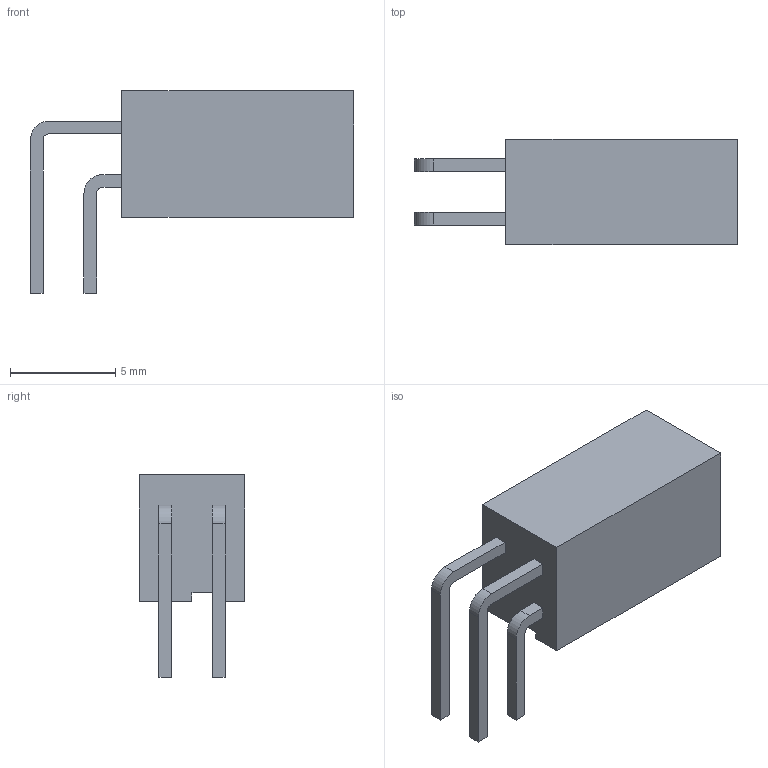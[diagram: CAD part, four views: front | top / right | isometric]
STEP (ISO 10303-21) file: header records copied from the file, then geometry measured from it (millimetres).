
FILE_DESCRIPTION((''),'2;1');
FILE_NAME('SENS_ACTIVE_RBS 040200.stp','2011-04-06T17:42:06',(''),(''),'Mechanical Desktop 2011','Mechanical Desktop 2011',', , ');
FILE_SCHEMA(('AUTOMOTIVE_DESIGN { 1 2 10303 214 1 1 1 1 }'));
Length unit declared in the file: millimetre
Products named in the file (1): Product
Bounding box: 15.34 x 5 x 9.6 mm (x, y, z)
Volume: 338.3 mm3; surface area: 400.3 mm2
Topology: 5 solids, 5 shells, 50 faces, 120 edges, 80 vertices
Faces by surface type: plane 39, cylinder 8, bspline 3
Entity records: 1488 total; most frequent: CARTESIAN_POINT 260, ORIENTED_EDGE 240, DIRECTION 232, EDGE_CURVE 120, VECTOR 104, LINE 104, VERTEX_POINT 80, AXIS2_PLACEMENT_3D 64
